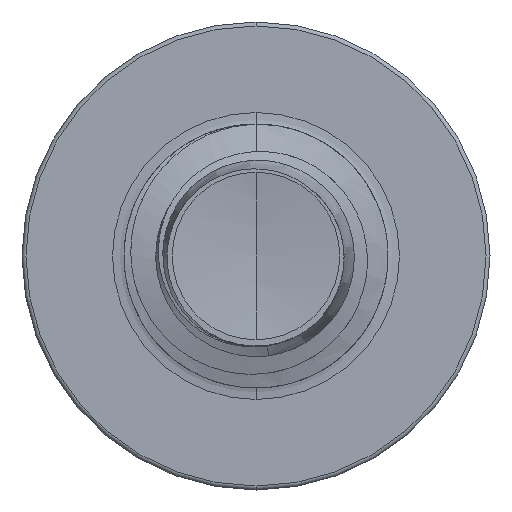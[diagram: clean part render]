
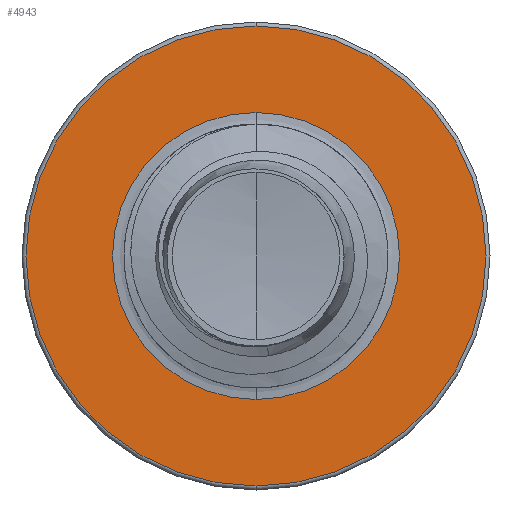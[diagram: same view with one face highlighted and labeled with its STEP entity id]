
A CAD part, front view. The second image highlights one B-rep face of the part: STEP entity #4943.
In plain terms, the highlighted planar face has unit normal (0, -1, 0).
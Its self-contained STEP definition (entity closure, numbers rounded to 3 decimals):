
#481 = DIRECTION ( 'NONE',  ( 0., 1., 0. ) ) ;
#2151 = AXIS2_PLACEMENT_3D ( 'NONE', #10524, #11951, #2400 ) ;
#2288 = CARTESIAN_POINT ( 'NONE',  ( 0., 6., 1.196 ) ) ;
#2400 = DIRECTION ( 'NONE',  ( 0., 0., 1. ) ) ;
#2432 = VERTEX_POINT ( 'NONE', #16015 ) ;
#3207 = VERTEX_POINT ( 'NONE', #2288 ) ;
#3233 = EDGE_CURVE ( 'NONE', #3207, #8441, #4191, .T. ) ;
#3236 = EDGE_CURVE ( 'NONE', #18963, #2432, #19378, .T. ) ;
#4033 = AXIS2_PLACEMENT_3D ( 'NONE', #14912, #6073, #16211 ) ;
#4191 = CIRCLE ( 'NONE', #7506, 1.196 ) ;
#4943 = ADVANCED_FACE ( 'NONE', ( #15845, #8303 ), #17114, .F. ) ;
#5530 = CIRCLE ( 'NONE', #4033, 1.196 ) ;
#6073 = DIRECTION ( 'NONE',  ( 0., 1., 0. ) ) ;
#6618 = DIRECTION ( 'NONE',  ( 0., 1., 0. ) ) ;
#6685 = EDGE_CURVE ( 'NONE', #8441, #3207, #5530, .T. ) ;
#7353 = ORIENTED_EDGE ( 'NONE', *, *, #14299, .F. ) ;
#7367 = DIRECTION ( 'NONE',  ( 0., 1., 0. ) ) ;
#7506 = AXIS2_PLACEMENT_3D ( 'NONE', #15958, #7367, #17262 ) ;
#8303 = FACE_BOUND ( 'NONE', #12965, .T. ) ;
#8441 = VERTEX_POINT ( 'NONE', #18445 ) ;
#9606 = AXIS2_PLACEMENT_3D ( 'NONE', #10497, #481, #11922 ) ;
#9742 = CIRCLE ( 'NONE', #17347, 1.917 ) ;
#10497 = CARTESIAN_POINT ( 'NONE',  ( 0., 6., 0. ) ) ;
#10524 = CARTESIAN_POINT ( 'NONE',  ( 0., 6., -1.196 ) ) ;
#11773 = ORIENTED_EDGE ( 'NONE', *, *, #3236, .F. ) ;
#11893 = EDGE_LOOP ( 'NONE', ( #7353, #11773 ) ) ;
#11922 = DIRECTION ( 'NONE',  ( 0., 0., 1. ) ) ;
#11951 = DIRECTION ( 'NONE',  ( 0., 1., 0. ) ) ;
#12965 = EDGE_LOOP ( 'NONE', ( #15146, #13351 ) ) ;
#13351 = ORIENTED_EDGE ( 'NONE', *, *, #6685, .T. ) ;
#14299 = EDGE_CURVE ( 'NONE', #2432, #18963, #9742, .T. ) ;
#14912 = CARTESIAN_POINT ( 'NONE',  ( 0., 6., 0. ) ) ;
#15146 = ORIENTED_EDGE ( 'NONE', *, *, #3233, .T. ) ;
#15345 = CARTESIAN_POINT ( 'NONE',  ( 0., 6., 0. ) ) ;
#15845 = FACE_OUTER_BOUND ( 'NONE', #11893, .T. ) ;
#15957 = CARTESIAN_POINT ( 'NONE',  ( 0., 6., -1.917 ) ) ;
#15958 = CARTESIAN_POINT ( 'NONE',  ( 0., 6., 0. ) ) ;
#16015 = CARTESIAN_POINT ( 'NONE',  ( 0., 6., 1.917 ) ) ;
#16211 = DIRECTION ( 'NONE',  ( 0., 0., 1. ) ) ;
#16623 = DIRECTION ( 'NONE',  ( 0., 0., 1. ) ) ;
#17114 = PLANE ( 'NONE',  #2151 ) ;
#17262 = DIRECTION ( 'NONE',  ( 0., 0., 1. ) ) ;
#17347 = AXIS2_PLACEMENT_3D ( 'NONE', #15345, #6618, #16623 ) ;
#18445 = CARTESIAN_POINT ( 'NONE',  ( 0., 6., -1.196 ) ) ;
#18963 = VERTEX_POINT ( 'NONE', #15957 ) ;
#19378 = CIRCLE ( 'NONE', #9606, 1.917 ) ;
